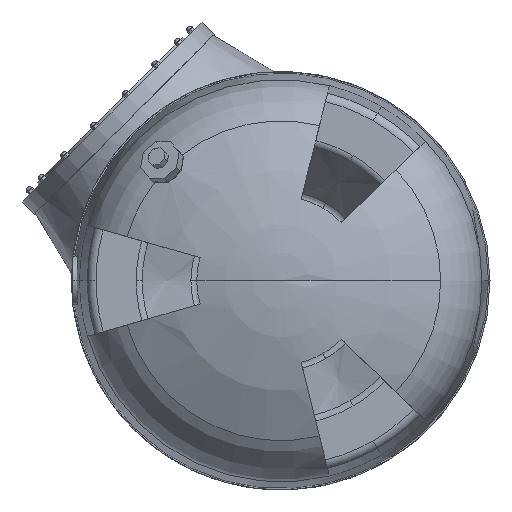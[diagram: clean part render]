
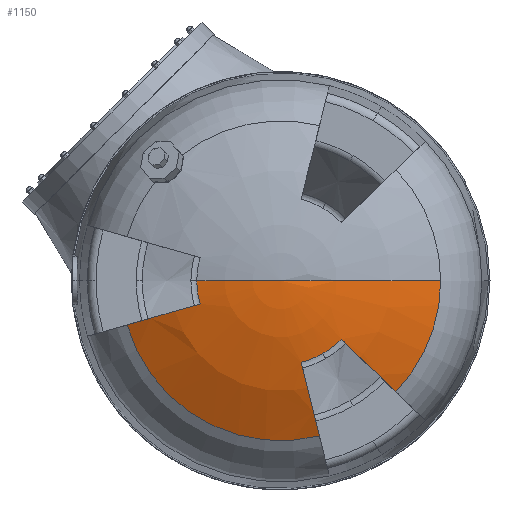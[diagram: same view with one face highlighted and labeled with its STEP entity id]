
A CAD part, front view. The second image highlights one B-rep face of the part: STEP entity #1150.
In plain terms, the highlighted toroidal (fillet/blend) face has major radius 0.251 mm and minor radius 572.208 mm.
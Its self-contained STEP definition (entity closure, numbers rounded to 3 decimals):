
#136 = ORIENTED_EDGE ( 'NONE', *, *, #5799, .F. ) ;
#527 = FACE_OUTER_BOUND ( 'NONE', #15687, .T. ) ;
#549 = VERTEX_POINT ( 'NONE', #13497 ) ;
#631 = DIRECTION ( 'NONE',  ( -1., 0., 0. ) ) ;
#754 = CARTESIAN_POINT ( 'NONE',  ( 692.315, 485.957, 0. ) ) ;
#1067 = CARTESIAN_POINT ( 'NONE',  ( 426.452, -14.974, -76.163 ) ) ;
#1069 = AXIS2_PLACEMENT_3D ( 'NONE', #20231, #8993, #2371 ) ;
#1150 = ADVANCED_FACE ( 'NONE', ( #527 ), #11474, .T. ) ;
#1196 = CARTESIAN_POINT ( 'NONE',  ( 546.916, -67.469, 0. ) ) ;
#1344 = ORIENTED_EDGE ( 'NONE', *, *, #14587, .T. ) ;
#1408 = DIRECTION ( 'NONE',  ( 0., 1., 0. ) ) ;
#1871 = CIRCLE ( 'NONE', #3376, 276.316 ) ;
#2082 = CARTESIAN_POINT ( 'NONE',  ( 552.539, -67.469, -40.008 ) ) ;
#2371 = DIRECTION ( 'NONE',  ( -1., 0., 0. ) ) ;
#2523 = EDGE_CURVE ( 'NONE', #16818, #12420, #18546, .T. ) ;
#2687 = DIRECTION ( 'NONE',  ( -0.276, 0., 0.961 ) ) ;
#3045 = VERTEX_POINT ( 'NONE', #4477 ) ;
#3376 = AXIS2_PLACEMENT_3D ( 'NONE', #5587, #16880, #8842 ) ;
#3427 = CARTESIAN_POINT ( 'NONE',  ( 727.178, -67.469, -140.836 ) ) ;
#3640 = AXIS2_PLACEMENT_3D ( 'NONE', #12402, #2687, #8954 ) ;
#3828 = AXIS2_PLACEMENT_3D ( 'NONE', #14500, #14426, #4738 ) ;
#3842 = DIRECTION ( 'NONE',  ( -1., 0., 0. ) ) ;
#3940 = CIRCLE ( 'NONE', #10871, 145.148 ) ;
#4477 = CARTESIAN_POINT ( 'NONE',  ( 890.829, -14.974, -191.945 ) ) ;
#4529 = EDGE_CURVE ( 'NONE', #19323, #20116, #17697, .T. ) ;
#4712 = CIRCLE ( 'NONE', #18983, 572.208 ) ;
#4738 = DIRECTION ( 'NONE',  ( 1., 0., 0. ) ) ;
#5250 = VERTEX_POINT ( 'NONE', #14761 ) ;
#5459 = CARTESIAN_POINT ( 'NONE',  ( 691.883, 485.957, 0.175 ) ) ;
#5473 = AXIS2_PLACEMENT_3D ( 'NONE', #12006, #10316, #3842 ) ;
#5587 = CARTESIAN_POINT ( 'NONE',  ( 692.064, -14.974, 0. ) ) ;
#5799 = EDGE_CURVE ( 'NONE', #3045, #19323, #4712, .T. ) ;
#7482 = VERTEX_POINT ( 'NONE', #1196 ) ;
#7750 = AXIS2_PLACEMENT_3D ( 'NONE', #12928, #1408, #19008 ) ;
#8233 = ORIENTED_EDGE ( 'NONE', *, *, #15607, .F. ) ;
#8375 = ORIENTED_EDGE ( 'NONE', *, *, #14443, .T. ) ;
#8594 = ORIENTED_EDGE ( 'NONE', *, *, #4529, .F. ) ;
#8842 = DIRECTION ( 'NONE',  ( -1., 0., 0. ) ) ;
#8935 = CIRCLE ( 'NONE', #11555, 145.148 ) ;
#8954 = DIRECTION ( 'NONE',  ( 0.961, 0., 0.276 ) ) ;
#8965 = DIRECTION ( 'NONE',  ( -1., 0., 0. ) ) ;
#8993 = DIRECTION ( 'NONE',  ( 0., 1., 0. ) ) ;
#9636 = DIRECTION ( 'NONE',  ( 0.5, 0., -0.866 ) ) ;
#10316 = DIRECTION ( 'NONE',  ( 0., 1., 0. ) ) ;
#10328 = EDGE_CURVE ( 'NONE', #10792, #549, #16265, .T. ) ;
#10384 = DIRECTION ( 'NONE',  ( 0., 0., -1. ) ) ;
#10386 = DIRECTION ( 'NONE',  ( 0., 1., 0. ) ) ;
#10419 = ORIENTED_EDGE ( 'NONE', *, *, #10328, .F. ) ;
#10420 = ORIENTED_EDGE ( 'NONE', *, *, #12471, .F. ) ;
#10792 = VERTEX_POINT ( 'NONE', #12038 ) ;
#10871 = AXIS2_PLACEMENT_3D ( 'NONE', #16043, #14421, #9636 ) ;
#11474 = TOROIDAL_SURFACE ( 'NONE', #5473, -0.251, 572.208 ) ;
#11555 = AXIS2_PLACEMENT_3D ( 'NONE', #12143, #10386, #8965 ) ;
#11602 = DIRECTION ( 'NONE',  ( -0.97, 0., -0.242 ) ) ;
#11715 = DIRECTION ( 'NONE',  ( -0.695, 0., -0.719 ) ) ;
#12006 = CARTESIAN_POINT ( 'NONE',  ( 692.064, 485.957, 0. ) ) ;
#12038 = CARTESIAN_POINT ( 'NONE',  ( 692.064, -86.25, 0. ) ) ;
#12143 = CARTESIAN_POINT ( 'NONE',  ( 692.064, -67.469, 0. ) ) ;
#12402 = CARTESIAN_POINT ( 'NONE',  ( 692.305, 485.957, 0.069 ) ) ;
#12420 = VERTEX_POINT ( 'NONE', #2082 ) ;
#12471 = EDGE_CURVE ( 'NONE', #5250, #16818, #1871, .T. ) ;
#12889 = CIRCLE ( 'NONE', #20674, 572.208 ) ;
#12928 = CARTESIAN_POINT ( 'NONE',  ( 692.064, -67.469, 0. ) ) ;
#12960 = EDGE_CURVE ( 'NONE', #12420, #7482, #8935, .T. ) ;
#13283 = DIRECTION ( 'NONE',  ( -0.242, 0., 0.97 ) ) ;
#13487 = VERTEX_POINT ( 'NONE', #3427 ) ;
#13497 = CARTESIAN_POINT ( 'NONE',  ( 968.379, -14.974, 0. ) ) ;
#14421 = DIRECTION ( 'NONE',  ( 0., 1., 0. ) ) ;
#14426 = DIRECTION ( 'NONE',  ( 0., 0., 1. ) ) ;
#14443 = EDGE_CURVE ( 'NONE', #5250, #13487, #18390, .T. ) ;
#14500 = CARTESIAN_POINT ( 'NONE',  ( 691.813, 485.957, 0. ) ) ;
#14587 = EDGE_CURVE ( 'NONE', #10792, #7482, #12889, .T. ) ;
#14761 = CARTESIAN_POINT ( 'NONE',  ( 758.911, -14.974, -268.108 ) ) ;
#15607 = EDGE_CURVE ( 'NONE', #20116, #13487, #3940, .T. ) ;
#15673 = CARTESIAN_POINT ( 'NONE',  ( 764.638, -67.469, -125.702 ) ) ;
#15687 = EDGE_LOOP ( 'NONE', ( #10419, #1344, #19702, #17583, #10420, #8375, #8233, #8594, #136, #16949 ) ) ;
#16043 = CARTESIAN_POINT ( 'NONE',  ( 692.064, -67.469, 0. ) ) ;
#16222 = CARTESIAN_POINT ( 'NONE',  ( 796.474, -67.469, -100.828 ) ) ;
#16265 = CIRCLE ( 'NONE', #3828, 572.208 ) ;
#16615 = EDGE_CURVE ( 'NONE', #549, #3045, #17009, .T. ) ;
#16818 = VERTEX_POINT ( 'NONE', #1067 ) ;
#16880 = DIRECTION ( 'NONE',  ( 0., 1., 0. ) ) ;
#16949 = ORIENTED_EDGE ( 'NONE', *, *, #16615, .F. ) ;
#17009 = CIRCLE ( 'NONE', #1069, 276.316 ) ;
#17169 = AXIS2_PLACEMENT_3D ( 'NONE', #18111, #11602, #13283 ) ;
#17583 = ORIENTED_EDGE ( 'NONE', *, *, #2523, .F. ) ;
#17697 = CIRCLE ( 'NONE', #7750, 145.148 ) ;
#18111 = CARTESIAN_POINT ( 'NONE',  ( 692.003, 485.957, 0.244 ) ) ;
#18390 = CIRCLE ( 'NONE', #17169, 572.208 ) ;
#18546 = CIRCLE ( 'NONE', #3640, 572.208 ) ;
#18983 = AXIS2_PLACEMENT_3D ( 'NONE', #5459, #11715, #19756 ) ;
#19008 = DIRECTION ( 'NONE',  ( 0.5, 0., -0.866 ) ) ;
#19323 = VERTEX_POINT ( 'NONE', #16222 ) ;
#19702 = ORIENTED_EDGE ( 'NONE', *, *, #12960, .F. ) ;
#19756 = DIRECTION ( 'NONE',  ( -0.719, 0., 0.695 ) ) ;
#20116 = VERTEX_POINT ( 'NONE', #15673 ) ;
#20231 = CARTESIAN_POINT ( 'NONE',  ( 692.064, -14.974, 0. ) ) ;
#20674 = AXIS2_PLACEMENT_3D ( 'NONE', #754, #10384, #631 ) ;
